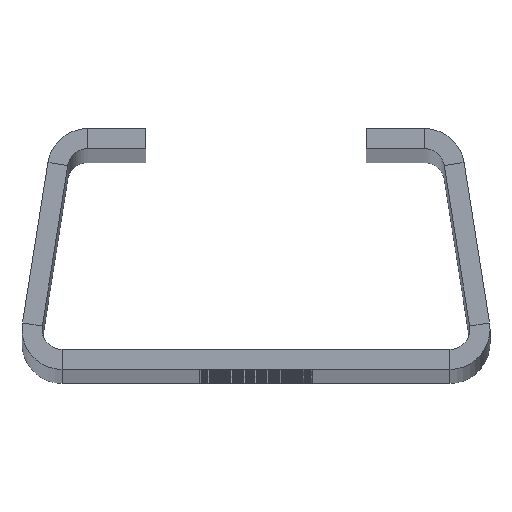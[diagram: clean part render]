
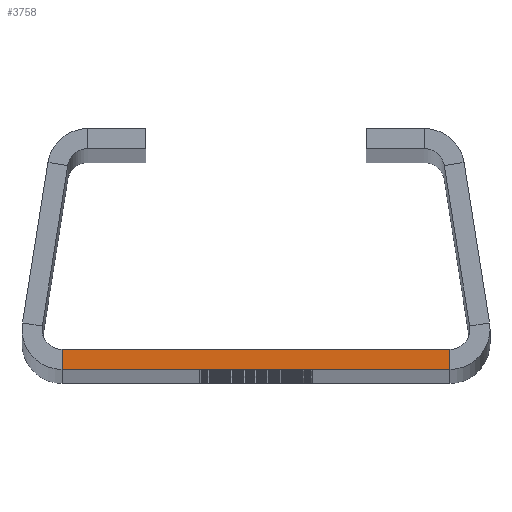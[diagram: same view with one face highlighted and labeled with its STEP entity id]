
A CAD part, top view. The second image highlights one B-rep face of the part: STEP entity #3758.
In plain terms, the highlighted planar face has unit normal (0, 0, 1).
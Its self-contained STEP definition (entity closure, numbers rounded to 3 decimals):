
#488 = VERTEX_POINT ( 'NONE', #4592 ) ;
#489 = CARTESIAN_POINT ( 'NONE',  ( -14.487, 1.5, 600. ) ) ;
#927 = VERTEX_POINT ( 'NONE', #489 ) ;
#1359 = ORIENTED_EDGE ( 'NONE', *, *, #1603, .T. ) ;
#1603 = EDGE_CURVE ( 'NONE', #488, #8045, #3355, .T. ) ;
#1632 = VECTOR ( 'NONE', #1633, 1000. ) ;
#1633 = DIRECTION ( 'NONE',  ( 0., 1., 0. ) ) ;
#1840 = CARTESIAN_POINT ( 'NONE',  ( 14.487, 0., 600. ) ) ;
#1884 = EDGE_CURVE ( 'NONE', #927, #6622, #7343, .T. ) ;
#2554 = DIRECTION ( 'NONE',  ( 1., 0., 0. ) ) ;
#2909 = EDGE_CURVE ( 'NONE', #927, #8045, #5550, .T. ) ;
#3013 = AXIS2_PLACEMENT_3D ( 'NONE', #5462, #6935, #2554 ) ;
#3193 = DIRECTION ( 'NONE',  ( 1., 0., 0. ) ) ;
#3213 = EDGE_CURVE ( 'NONE', #6622, #488, #7623, .T. ) ;
#3355 = LINE ( 'NONE', #1840, #1632 ) ;
#3555 = DIRECTION ( 'NONE',  ( 0., -1., 0. ) ) ;
#3679 = FACE_OUTER_BOUND ( 'NONE', #8624, .T. ) ;
#3758 = ADVANCED_FACE ( 'NONE', ( #3679 ), #9143, .T. ) ;
#4085 = ORIENTED_EDGE ( 'NONE', *, *, #3213, .T. ) ;
#4592 = CARTESIAN_POINT ( 'NONE',  ( 14.487, 0., 600. ) ) ;
#5323 = CARTESIAN_POINT ( 'NONE',  ( 14.487, 1.5, 600. ) ) ;
#5400 = VECTOR ( 'NONE', #3555, 1000. ) ;
#5462 = CARTESIAN_POINT ( 'NONE',  ( 15.969, 3.235, 600. ) ) ;
#5468 = ORIENTED_EDGE ( 'NONE', *, *, #2909, .F. ) ;
#5550 = LINE ( 'NONE', #6817, #9246 ) ;
#5680 = ORIENTED_EDGE ( 'NONE', *, *, #1884, .T. ) ;
#6622 = VERTEX_POINT ( 'NONE', #9129 ) ;
#6817 = CARTESIAN_POINT ( 'NONE',  ( -18., 1.5, 600. ) ) ;
#6916 = DIRECTION ( 'NONE',  ( 1., 0., 0. ) ) ;
#6935 = DIRECTION ( 'NONE',  ( 0., 0., 1. ) ) ;
#7343 = LINE ( 'NONE', #8713, #5400 ) ;
#7623 = LINE ( 'NONE', #8230, #9348 ) ;
#8045 = VERTEX_POINT ( 'NONE', #5323 ) ;
#8230 = CARTESIAN_POINT ( 'NONE',  ( -18., 0., 600. ) ) ;
#8624 = EDGE_LOOP ( 'NONE', ( #4085, #1359, #5468, #5680 ) ) ;
#8713 = CARTESIAN_POINT ( 'NONE',  ( -14.487, 1.5, 600. ) ) ;
#9129 = CARTESIAN_POINT ( 'NONE',  ( -14.487, 0., 600. ) ) ;
#9143 = PLANE ( 'NONE',  #3013 ) ;
#9246 = VECTOR ( 'NONE', #6916, 1000. ) ;
#9348 = VECTOR ( 'NONE', #3193, 1000. ) ;
